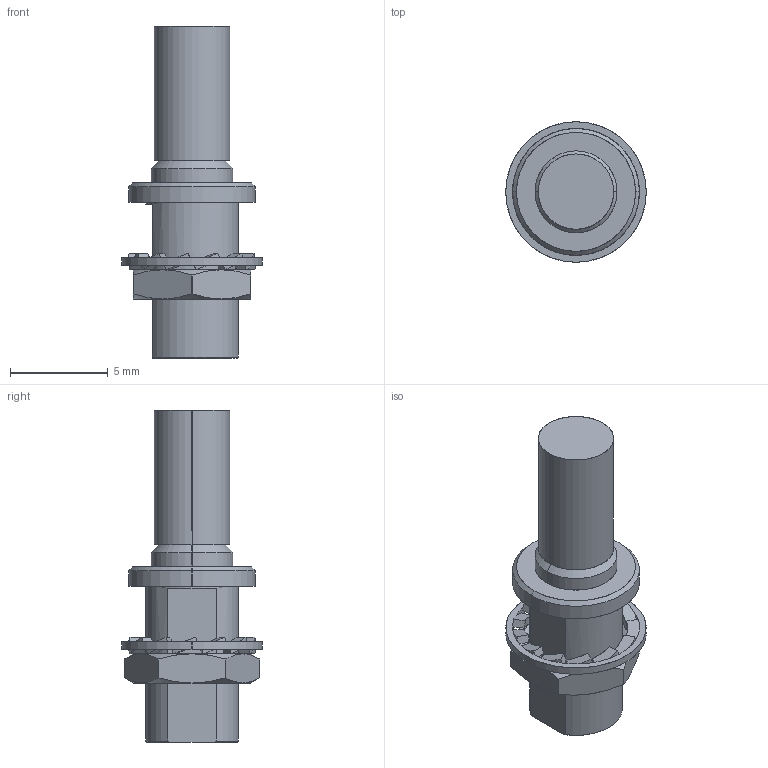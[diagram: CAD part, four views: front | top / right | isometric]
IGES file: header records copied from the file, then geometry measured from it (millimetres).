
Start section: SolidWorks IGES file using analytic representation for surfaces
Global section: file name: R113.312.000A.IGS; native system: SolidWorks 2011; preprocessor: SolidWorks 2011; author: RAYMOND_G; date: 140414.155341; units: millimetre
Bounding box: 7.2 x 7.2 x 17.02 mm (x, y, z)
Surface area: 488.3 mm2 (no closed solid volume)
Topology: 0 solids, 0 shells, 233 faces, 1836 edges, 1836 vertices
Faces by surface type: revolution 149, bspline 84
